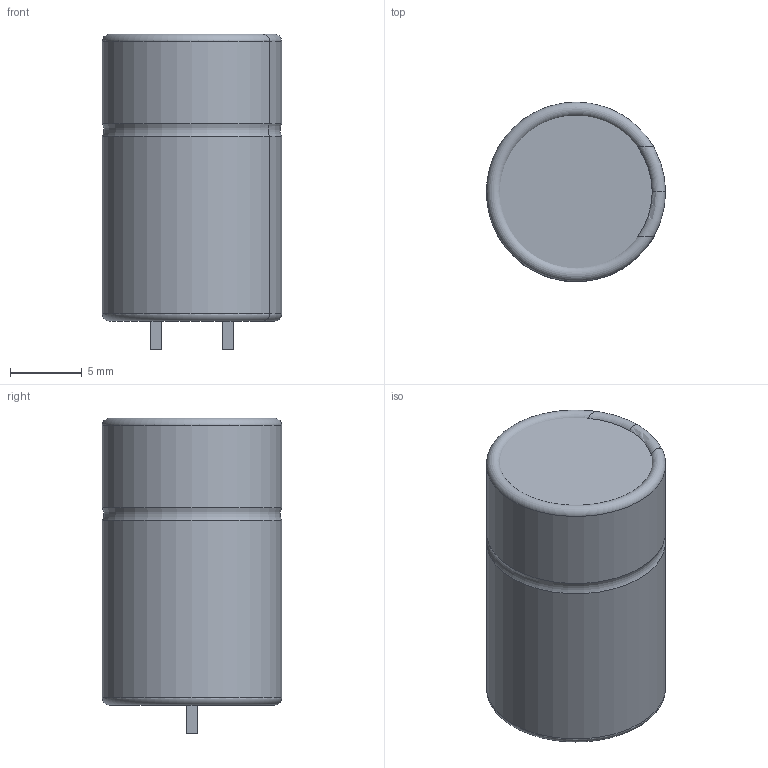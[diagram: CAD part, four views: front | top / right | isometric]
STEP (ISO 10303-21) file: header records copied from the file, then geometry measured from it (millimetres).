
FILE_DESCRIPTION(('FreeCAD Model'),'2;1');
FILE_NAME('Polarized_Capacitor_12.5mm_diameter_20mm_height_5mm_lead_spacing.step', '2019-05-13T23:40:06',('Author'),(''), 'Open CASCADE STEP processor 7.3','FreeCAD','Unknown');
FILE_SCHEMA(('AUTOMOTIVE_DESIGN_CC2 { 1 2 10303 214 -1 1 5 4 }'));
Length unit declared in the file: millimetre
Products named in the file (4): difference001; cylinder003; union003; difference002
Bounding box: 12.49 x 12.5 x 22 mm (x, y, z)
Surface area: 2381.7 mm2
Topology: 5 solids, 5 shells, 41 faces, 94 edges, 63 vertices
Faces by surface type: plane 23, torus 9, cylinder 9
Full cylindrical faces by diameter (mm): 11.5 x1
Entity records: 1818 total; most frequent: CARTESIAN_POINT 735, DIRECTION 190, ORIENTED_EDGE 188, EDGE_CURVE 94, AXIS2_PLACEMENT_3D 70, VERTEX_POINT 63, LINE 50, VECTOR 50
